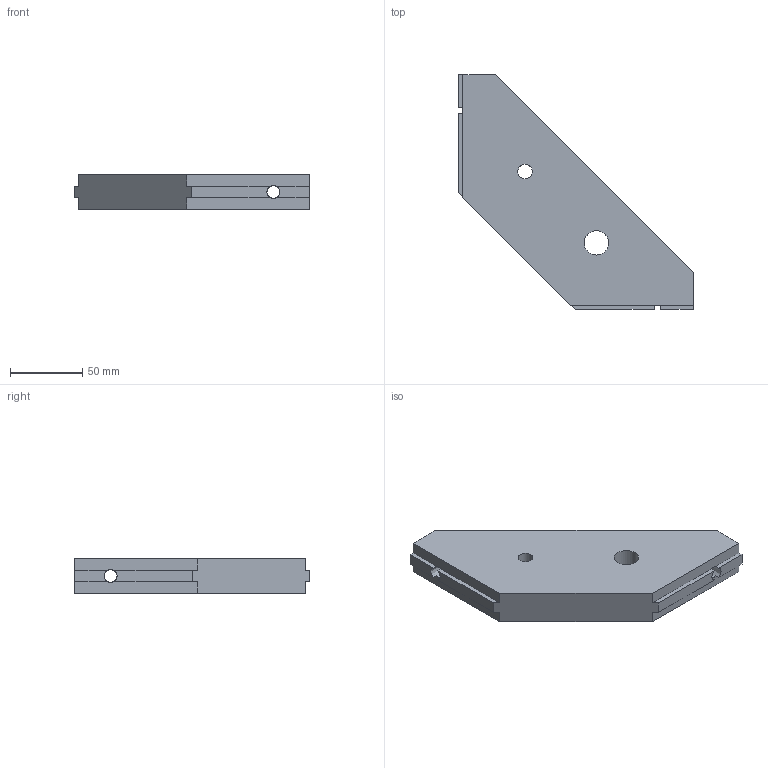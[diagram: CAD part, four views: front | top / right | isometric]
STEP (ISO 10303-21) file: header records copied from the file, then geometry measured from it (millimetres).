
FILE_DESCRIPTION((''),'2;1');
FILE_NAME('SZ0300S.stp','2009-07-27T13:39:47',(''),(''),'Mechanical Desktop 2007','Mechanical Desktop 2007',', , ');
FILE_SCHEMA(('CONFIG_CONTROL_DESIGN'));
Length unit declared in the file: millimetre
Products named in the file (1): SZ0300S
Bounding box: 163 x 163 x 24 mm (x, y, z)
Volume: 303966.4 mm3; surface area: 44909.9 mm2
Topology: 1 solids, 1 shells, 30 faces, 88 edges, 60 vertices
Faces by surface type: plane 16, bspline 14
Entity records: 1107 total; most frequent: CARTESIAN_POINT 287, ORIENTED_EDGE 152, DIRECTION 128, EDGE_CURVE 76, VECTOR 58, LINE 58, VERTEX_POINT 54, EDGE_LOOP 44
